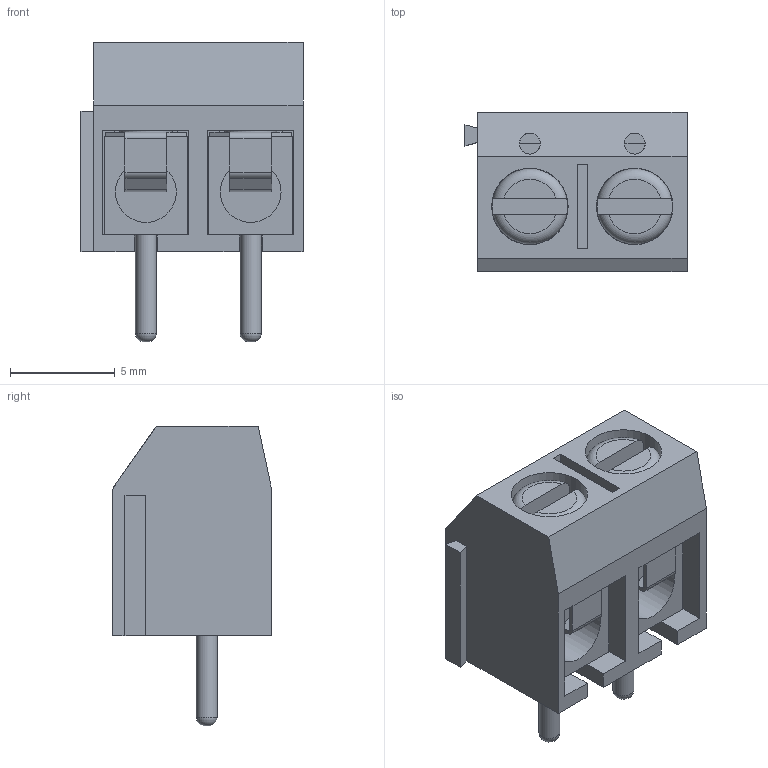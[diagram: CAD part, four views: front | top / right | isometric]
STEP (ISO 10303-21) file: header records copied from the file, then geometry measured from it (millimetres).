
FILE_DESCRIPTION(('STEP AP214'), '1');
FILE_NAME('DG301-5.0-03', '2017-01-14T09:14:50', ('Nobody'), (''), 'ASCON STEP Converter 1.3', 'ASCON Math Kernel', '');
FILE_SCHEMA(('AUTOMOTIVE_DESIGN { 1 0 10303 214 3 1 1}'));
Length unit declared in the file: millimetre
Assembly tree (6 placements, depth 2):
  (unnamed)
    (unnamed)  x2
    (unnamed)  x2
    (unnamed)  x2
Bounding box: 10.6 x 7.6 x 14.3 mm (x, y, z)
Volume: 505.2 mm3; surface area: 1439.9 mm2
Topology: 7 solids, 7 shells, 185 faces, 438 edges, 272 vertices
Faces by surface type: plane 139, cylinder 34, torus 8, cone 4
Full cylindrical faces by diameter (mm): 1 x4, 1.8 x2, 2 x2, 2.5 x2, 2.6 x2, 2.9 x2, 3 x2, 3.6 x2, 3.65 x2
Entity records: 4733 total; most frequent: CARTESIAN_POINT 714, DIRECTION 566, ORIENTED_EDGE 548, EDGE_CURVE 274, LINE 220, VECTOR 220, VERTEX_POINT 184, AXIS2_PLACEMENT_3D 173
